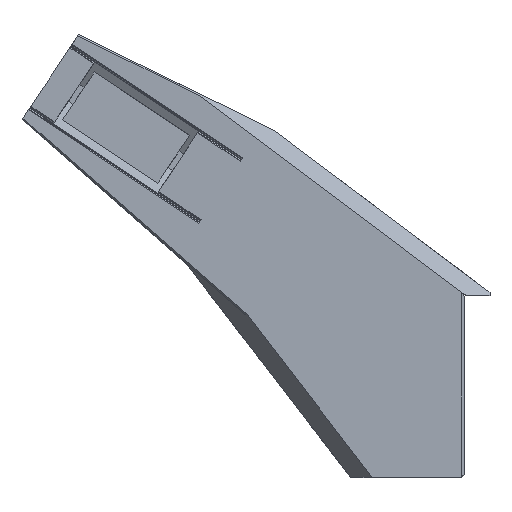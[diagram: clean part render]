
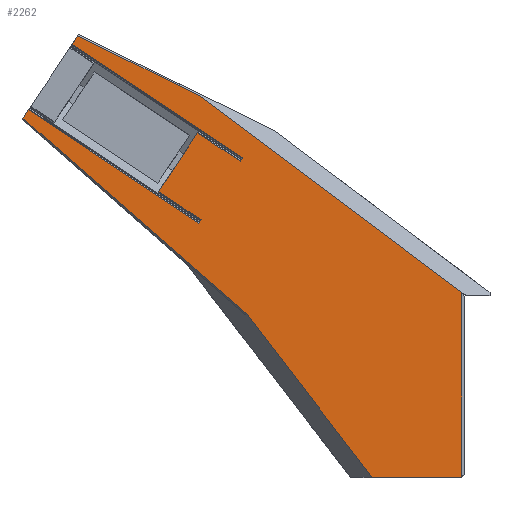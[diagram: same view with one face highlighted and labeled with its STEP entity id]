
A CAD part, top view. The second image highlights one B-rep face of the part: STEP entity #2262.
In plain terms, the highlighted planar face has unit normal (0, 0, 1).
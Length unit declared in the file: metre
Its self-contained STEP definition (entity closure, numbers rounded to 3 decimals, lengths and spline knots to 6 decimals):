
#67=LINE('',#3274,#324);
#68=LINE('',#3277,#325);
#69=LINE('',#3279,#326);
#70=LINE('',#3281,#327);
#71=LINE('',#3283,#328);
#72=LINE('',#3285,#329);
#73=LINE('',#3287,#330);
#74=LINE('',#3289,#331);
#75=LINE('',#3291,#332);
#76=LINE('',#3293,#333);
#77=LINE('',#3295,#334);
#78=LINE('',#3297,#335);
#79=LINE('',#3299,#336);
#80=LINE('',#3301,#337);
#81=LINE('',#3303,#338);
#82=LINE('',#3305,#339);
#324=VECTOR('',#2634,1.);
#325=VECTOR('',#2635,1.);
#326=VECTOR('',#2636,1.);
#327=VECTOR('',#2637,1.);
#328=VECTOR('',#2638,1.);
#329=VECTOR('',#2639,1.);
#330=VECTOR('',#2640,1.);
#331=VECTOR('',#2641,1.);
#332=VECTOR('',#2642,1.);
#333=VECTOR('',#2643,1.);
#334=VECTOR('',#2644,1.);
#335=VECTOR('',#2645,1.);
#336=VECTOR('',#2646,1.);
#337=VECTOR('',#2647,1.);
#338=VECTOR('',#2648,1.);
#339=VECTOR('',#2649,1.);
#565=PLANE('',#2412);
#689=ORIENTED_EDGE('',*,*,#1339,.F.);
#690=ORIENTED_EDGE('',*,*,#1340,.T.);
#691=ORIENTED_EDGE('',*,*,#1341,.T.);
#692=ORIENTED_EDGE('',*,*,#1342,.T.);
#693=ORIENTED_EDGE('',*,*,#1343,.T.);
#694=ORIENTED_EDGE('',*,*,#1344,.F.);
#695=ORIENTED_EDGE('',*,*,#1345,.T.);
#696=ORIENTED_EDGE('',*,*,#1346,.F.);
#697=ORIENTED_EDGE('',*,*,#1347,.T.);
#698=ORIENTED_EDGE('',*,*,#1348,.T.);
#699=ORIENTED_EDGE('',*,*,#1349,.T.);
#700=ORIENTED_EDGE('',*,*,#1350,.F.);
#701=ORIENTED_EDGE('',*,*,#1351,.T.);
#702=ORIENTED_EDGE('',*,*,#1352,.F.);
#703=ORIENTED_EDGE('',*,*,#1353,.T.);
#704=ORIENTED_EDGE('',*,*,#1354,.T.);
#1339=EDGE_CURVE('',#1662,#1663,#67,.T.);
#1340=EDGE_CURVE('',#1662,#1664,#68,.T.);
#1341=EDGE_CURVE('',#1664,#1665,#69,.T.);
#1342=EDGE_CURVE('',#1665,#1666,#70,.T.);
#1343=EDGE_CURVE('',#1666,#1667,#71,.T.);
#1344=EDGE_CURVE('',#1668,#1667,#72,.T.);
#1345=EDGE_CURVE('',#1668,#1669,#73,.T.);
#1346=EDGE_CURVE('',#1670,#1669,#74,.T.);
#1347=EDGE_CURVE('',#1670,#1671,#75,.T.);
#1348=EDGE_CURVE('',#1671,#1672,#76,.T.);
#1349=EDGE_CURVE('',#1672,#1673,#77,.T.);
#1350=EDGE_CURVE('',#1674,#1673,#78,.T.);
#1351=EDGE_CURVE('',#1674,#1675,#79,.T.);
#1352=EDGE_CURVE('',#1676,#1675,#80,.T.);
#1353=EDGE_CURVE('',#1676,#1677,#81,.T.);
#1354=EDGE_CURVE('',#1677,#1663,#82,.T.);
#1662=VERTEX_POINT('',#3275);
#1663=VERTEX_POINT('',#3276);
#1664=VERTEX_POINT('',#3278);
#1665=VERTEX_POINT('',#3280);
#1666=VERTEX_POINT('',#3282);
#1667=VERTEX_POINT('',#3284);
#1668=VERTEX_POINT('',#3286);
#1669=VERTEX_POINT('',#3288);
#1670=VERTEX_POINT('',#3290);
#1671=VERTEX_POINT('',#3292);
#1672=VERTEX_POINT('',#3294);
#1673=VERTEX_POINT('',#3296);
#1674=VERTEX_POINT('',#3298);
#1675=VERTEX_POINT('',#3300);
#1676=VERTEX_POINT('',#3302);
#1677=VERTEX_POINT('',#3304);
#1917=EDGE_LOOP('',(#689,#690,#691,#692,#693,#694,#695,#696,#697,#698,#699,
#700,#701,#702,#703,#704));
#2080=FACE_BOUND('',#1917,.T.);
#2262=ADVANCED_FACE('',(#2080),#565,.T.);
#2412=AXIS2_PLACEMENT_3D('',#3273,#2632,#2633);
#2632=DIRECTION('',(0.,0.,1.));
#2633=DIRECTION('',(1.,0.,0.));
#2634=DIRECTION('',(-1.,0.,0.));
#2635=DIRECTION('',(0.,1.,0.));
#2636=DIRECTION('',(0.968,-0.253,0.));
#2637=DIRECTION('',(-0.8,0.6,0.));
#2638=DIRECTION('',(-0.897,0.441,0.));
#2639=DIRECTION('',(0.555,0.832,0.));
#2640=DIRECTION('',(0.832,-0.555,0.));
#2641=DIRECTION('',(0.555,0.832,0.));
#2642=DIRECTION('',(-0.832,0.555,0.));
#2643=DIRECTION('',(-0.555,-0.832,0.));
#2644=DIRECTION('',(0.832,-0.555,0.));
#2645=DIRECTION('',(0.555,0.832,0.));
#2646=DIRECTION('',(-0.832,0.555,0.));
#2647=DIRECTION('',(0.555,0.832,0.));
#2648=DIRECTION('',(0.753,-0.658,0.));
#2649=DIRECTION('',(0.61,-0.793,0.));
#3273=CARTESIAN_POINT('',(0.09885,0.009,0.042));
#3274=CARTESIAN_POINT('',(0.204,-0.216,0.042));
#3275=CARTESIAN_POINT('',(0.2135,-0.216,0.042));
#3276=CARTESIAN_POINT('',(0.197785,-0.216,0.042));
#3277=CARTESIAN_POINT('',(0.2135,-0.18445,0.042));
#3278=CARTESIAN_POINT('',(0.2135,-0.183752,0.042));
#3279=CARTESIAN_POINT('',(0.214145,-0.18392,0.042));
#3280=CARTESIAN_POINT('',(0.214015,-0.183886,0.042));
#3281=CARTESIAN_POINT('',(0.180085,-0.158439,0.042));
#3282=CARTESIAN_POINT('',(0.167349,-0.148887,0.042));
#3283=CARTESIAN_POINT('',(0.049657,-0.090979,0.042));
#3284=CARTESIAN_POINT('',(0.146012,-0.138388,0.042));
#3285=CARTESIAN_POINT('',(0.141187,-0.145625,0.042));
#3286=CARTESIAN_POINT('',(0.145008,-0.139893,0.042));
#3287=CARTESIAN_POINT('',(0.044333,-0.072776,0.042));
#3288=CARTESIAN_POINT('',(0.174962,-0.159862,0.042));
#3289=CARTESIAN_POINT('',(0.171141,-0.165594,0.042));
#3290=CARTESIAN_POINT('',(0.174574,-0.160445,0.042));
#3291=CARTESIAN_POINT('',(0.167085,-0.155453,0.042));
#3292=CARTESIAN_POINT('',(0.167085,-0.155453,0.042));
#3293=CARTESIAN_POINT('',(0.168115,-0.153908,0.042));
#3294=CARTESIAN_POINT('',(0.16022,-0.165751,0.042));
#3295=CARTESIAN_POINT('',(0.037079,-0.083657,0.042));
#3296=CARTESIAN_POINT('',(0.167708,-0.170743,0.042));
#3297=CARTESIAN_POINT('',(0.171141,-0.165594,0.042));
#3298=CARTESIAN_POINT('',(0.16732,-0.171326,0.042));
#3299=CARTESIAN_POINT('',(0.137366,-0.151356,0.042));
#3300=CARTESIAN_POINT('',(0.137366,-0.151356,0.042));
#3301=CARTESIAN_POINT('',(0.141187,-0.145625,0.042));
#3302=CARTESIAN_POINT('',(0.136363,-0.152861,0.042));
#3303=CARTESIAN_POINT('',(0.165255,-0.178138,0.042));
#3304=CARTESIAN_POINT('',(0.175687,-0.187265,0.042));
#3305=CARTESIAN_POINT('',(0.196378,-0.214171,0.042));
